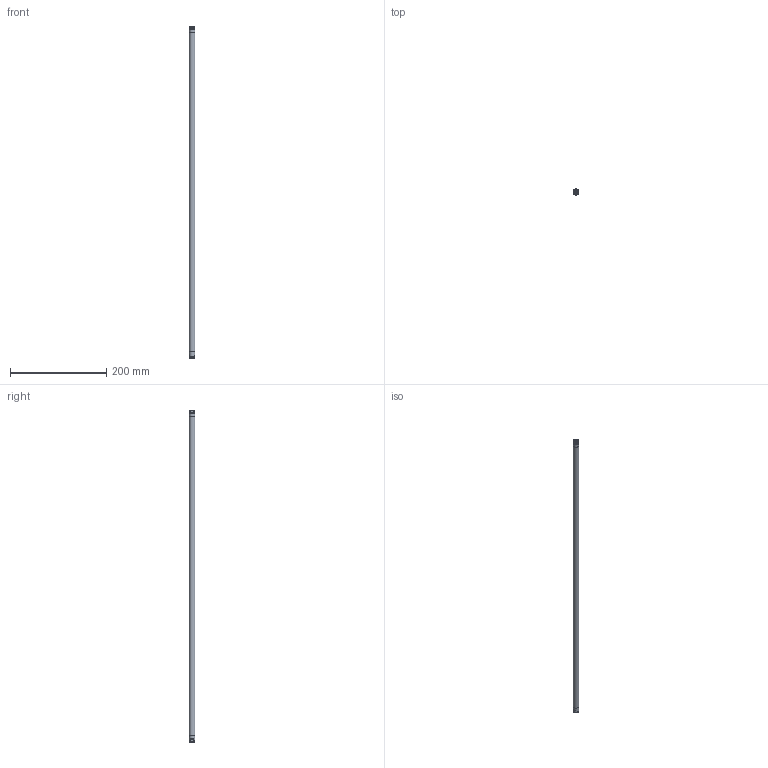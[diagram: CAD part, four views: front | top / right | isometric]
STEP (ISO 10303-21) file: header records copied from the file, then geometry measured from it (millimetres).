
FILE_DESCRIPTION (( 'STEP AP214' ), '1' );
FILE_NAME ('0186-1269_250505_PL02-12x690!650-HP.STEP', '2025-05-05T14:49:30', ( '' ), ( '' ), 'SwSTEP 2.0', 'SolidWorks 2024', '' );
FILE_SCHEMA (( 'AUTOMOTIVE_DESIGN' ));
Length unit declared in the file: millimetre
Products named in the file (1): 0186-1269_250505_PL02-12x690!650-HP
Bounding box: 12 x 12 x 690 mm (x, y, z)
Volume: 77441.5 mm3; surface area: 26584.5 mm2
Topology: 1 solids, 1 shells, 45 faces, 107 edges, 71 vertices
Faces by surface type: plane 23, cylinder 14, cone 6, torus 2
Full cylindrical faces by diameter (mm): 4.2 x2, 11.5 x1, 12 x5
Entity records: 1370 total; most frequent: CARTESIAN_POINT 358, DIRECTION 200, ORIENTED_EDGE 180, EDGE_CURVE 90, AXIS2_PLACEMENT_3D 84, VERTEX_POINT 66, EDGE_LOOP 64, FACE_OUTER_BOUND 55
